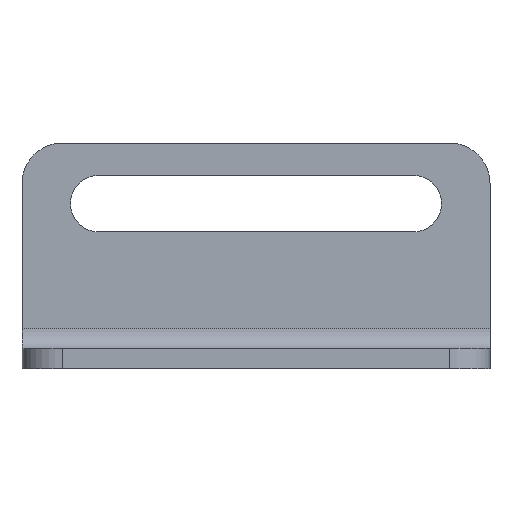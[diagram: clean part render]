
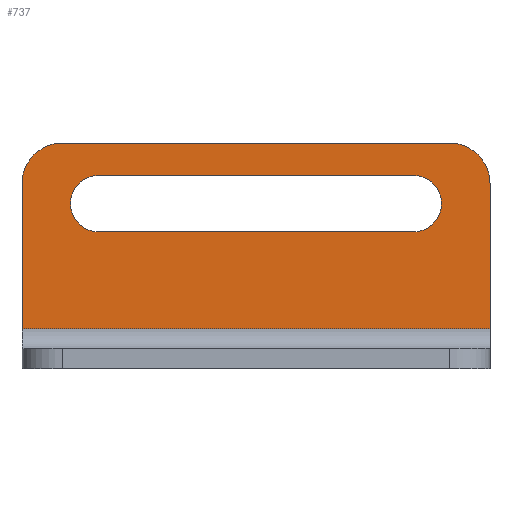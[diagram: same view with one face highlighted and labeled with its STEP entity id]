
A CAD part, top view. The second image highlights one B-rep face of the part: STEP entity #737.
In plain terms, the highlighted planar face has unit normal (0, 0, 1).
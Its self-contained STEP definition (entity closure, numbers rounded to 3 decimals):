
#158=CARTESIAN_POINT('',(-24.,9.,1.25));
#159=DIRECTION('',(0.,0.,1.));
#160=DIRECTION('',(0.,1.,0.));
#161=AXIS2_PLACEMENT_3D('',#158,#159,#160);
#166=DIRECTION('',(-1.,0.,0.));
#167=VECTOR('',#166,48.);
#168=CARTESIAN_POINT('',(24.,14.,1.25));
#169=LINE('',#168,#167);
#173=CARTESIAN_POINT('',(24.,9.,1.25));
#174=DIRECTION('',(0.,0.,1.));
#175=DIRECTION('',(1.,0.,0.));
#176=AXIS2_PLACEMENT_3D('',#173,#174,#175);
#181=DIRECTION('',(0.,1.,0.));
#182=VECTOR('',#181,18.);
#183=CARTESIAN_POINT('',(29.,-9.,1.25));
#184=LINE('',#183,#182);
#188=DIRECTION('',(-1.,0.,0.));
#189=VECTOR('',#188,58.);
#190=CARTESIAN_POINT('',(29.,-9.,1.25));
#191=LINE('',#190,#189);
#195=DIRECTION('',(0.,-1.,0.));
#196=VECTOR('',#195,18.);
#197=CARTESIAN_POINT('',(-29.,9.,1.25));
#198=LINE('',#197,#196);
#202=DIRECTION('',(-1.,0.,0.));
#203=VECTOR('',#202,39.);
#204=CARTESIAN_POINT('',(19.5,10.,1.25));
#205=LINE('',#204,#203);
#209=CARTESIAN_POINT('',(-19.5,6.5,1.25));
#210=DIRECTION('',(0.,0.,1.));
#211=DIRECTION('',(0.,1.,0.));
#212=AXIS2_PLACEMENT_3D('',#209,#210,#211);
#217=DIRECTION('',(1.,0.,0.));
#218=VECTOR('',#217,39.);
#219=CARTESIAN_POINT('',(-19.5,3.,1.25));
#220=LINE('',#219,#218);
#224=CARTESIAN_POINT('',(19.5,6.5,1.25));
#225=DIRECTION('',(0.,0.,1.));
#226=DIRECTION('',(0.,-1.,0.));
#227=AXIS2_PLACEMENT_3D('',#224,#225,#226);
#503=CARTESIAN_POINT('',(29.,-9.,1.25));
#504=CARTESIAN_POINT('',(-29.,-9.,1.25));
#505=VERTEX_POINT('',#503);
#506=VERTEX_POINT('',#504);
#515=CARTESIAN_POINT('',(-24.,14.,1.25));
#516=VERTEX_POINT('',#515);
#517=CARTESIAN_POINT('',(-29.,9.,1.25));
#518=VERTEX_POINT('',#517);
#523=CARTESIAN_POINT('',(29.,9.,1.25));
#524=VERTEX_POINT('',#523);
#525=CARTESIAN_POINT('',(24.,14.,1.25));
#526=VERTEX_POINT('',#525);
#559=CARTESIAN_POINT('',(19.5,10.,1.25));
#560=CARTESIAN_POINT('',(-19.5,10.,1.25));
#561=VERTEX_POINT('',#559);
#562=VERTEX_POINT('',#560);
#563=CARTESIAN_POINT('',(-19.5,3.,1.25));
#564=VERTEX_POINT('',#563);
#565=CARTESIAN_POINT('',(19.5,3.,1.25));
#566=VERTEX_POINT('',#565);
#713=CARTESIAN_POINT('',(0.,0.,1.25));
#714=DIRECTION('',(0.,0.,1.));
#715=DIRECTION('',(1.,0.,0.));
#716=AXIS2_PLACEMENT_3D('',#713,#714,#715);
#717=PLANE('',#716);
#718=ORIENTED_EDGE('',*,*,#621,.F.);
#719=ORIENTED_EDGE('',*,*,#637,.F.);
#720=ORIENTED_EDGE('',*,*,#650,.F.);
#721=ORIENTED_EDGE('',*,*,#673,.F.);
#723=ORIENTED_EDGE('',*,*,#722,.T.);
#724=ORIENTED_EDGE('',*,*,#698,.F.);
#725=EDGE_LOOP('',(#718,#719,#720,#721,#723,#724));
#726=FACE_OUTER_BOUND('',#725,.F.);
#728=ORIENTED_EDGE('',*,*,#727,.T.);
#730=ORIENTED_EDGE('',*,*,#729,.T.);
#732=ORIENTED_EDGE('',*,*,#731,.T.);
#734=ORIENTED_EDGE('',*,*,#733,.T.);
#735=EDGE_LOOP('',(#728,#730,#732,#734));
#736=FACE_BOUND('',#735,.F.);
#737=ADVANCED_FACE('',(#726,#736),#717,.T.);
#162=CIRCLE('',#161,5.);
#177=CIRCLE('',#176,5.);
#213=CIRCLE('',#212,3.5);
#228=CIRCLE('',#227,3.5);
#621=EDGE_CURVE('',#516,#518,#162,.T.);
#637=EDGE_CURVE('',#526,#516,#169,.T.);
#650=EDGE_CURVE('',#524,#526,#177,.T.);
#673=EDGE_CURVE('',#505,#524,#184,.T.);
#698=EDGE_CURVE('',#518,#506,#198,.T.);
#722=EDGE_CURVE('',#505,#506,#191,.T.);
#727=EDGE_CURVE('',#561,#562,#205,.T.);
#729=EDGE_CURVE('',#562,#564,#213,.T.);
#731=EDGE_CURVE('',#564,#566,#220,.T.);
#733=EDGE_CURVE('',#566,#561,#228,.T.);
